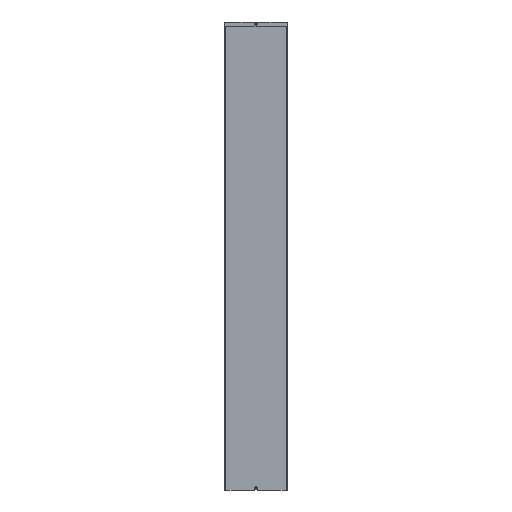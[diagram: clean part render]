
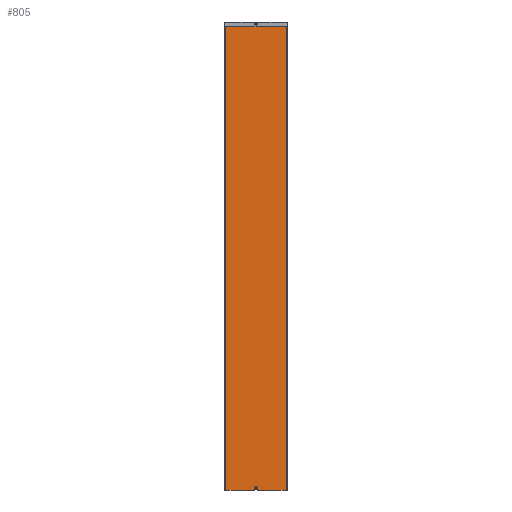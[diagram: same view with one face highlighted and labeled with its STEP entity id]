
A CAD part, front view. The second image highlights one B-rep face of the part: STEP entity #805.
In plain terms, the highlighted planar face has unit normal (0, -1, 0).
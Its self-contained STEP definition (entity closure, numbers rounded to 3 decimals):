
#37 = ORIENTED_EDGE ( 'NONE', *, *, #465, .T. ) ;
#136 = DIRECTION ( 'NONE',  ( 1., 0., 0. ) ) ;
#217 = CARTESIAN_POINT ( 'NONE',  ( 11.207, 0., -2968.793 ) ) ;
#224 = CARTESIAN_POINT ( 'NONE',  ( -200., 0., -2968.5 ) ) ;
#380 = CARTESIAN_POINT ( 'NONE',  ( 0., 0., -2962.3 ) ) ;
#465 = EDGE_CURVE ( 'NONE', #4172, #7745, #7751, .T. ) ;
#478 = AXIS2_PLACEMENT_3D ( 'NONE', #8154, #6722, #6028 ) ;
#504 = CARTESIAN_POINT ( 'NONE',  ( 0., 0., -2947.7 ) ) ;
#523 = DIRECTION ( 'NONE',  ( 0., 0., 1. ) ) ;
#629 = LINE ( 'NONE', #3432, #7300 ) ;
#647 = CIRCLE ( 'NONE', #478, 1. ) ;
#715 = CARTESIAN_POINT ( 'NONE',  ( 199., 0., -2969. ) ) ;
#805 = ADVANCED_FACE ( 'NONE', ( #2002, #2555 ), #8195, .T. ) ;
#854 = CARTESIAN_POINT ( 'NONE',  ( -199., 0., 0. ) ) ;
#855 = DIRECTION ( 'NONE',  ( 0., -1., 0. ) ) ;
#935 = ORIENTED_EDGE ( 'NONE', *, *, #2808, .T. ) ;
#969 = VERTEX_POINT ( 'NONE', #6308 ) ;
#1022 = VERTEX_POINT ( 'NONE', #715 ) ;
#1182 = EDGE_CURVE ( 'NONE', #7745, #1672, #7595, .T. ) ;
#1283 = ORIENTED_EDGE ( 'NONE', *, *, #4752, .T. ) ;
#1411 = CARTESIAN_POINT ( 'NONE',  ( 11.268, 0., -2968.854 ) ) ;
#1440 = DIRECTION ( 'NONE',  ( 1., 0., 0. ) ) ;
#1466 = EDGE_CURVE ( 'NONE', #1672, #1591, #4155, .T. ) ;
#1495 = LINE ( 'NONE', #2027, #3389 ) ;
#1518 = ORIENTED_EDGE ( 'NONE', *, *, #8591, .F. ) ;
#1558 = AXIS2_PLACEMENT_3D ( 'NONE', #3913, #3886, #3856 ) ;
#1591 = VERTEX_POINT ( 'NONE', #8168 ) ;
#1672 = VERTEX_POINT ( 'NONE', #6705 ) ;
#1754 = LINE ( 'NONE', #4438, #7273 ) ;
#1819 = EDGE_CURVE ( 'NONE', #3038, #4761, #5218, .T. ) ;
#1871 = DIRECTION ( 'NONE',  ( 0.707, 0., -0.707 ) ) ;
#1904 = CARTESIAN_POINT ( 'NONE',  ( 11.414, 0., -2969. ) ) ;
#1954 = DIRECTION ( 'NONE',  ( 0., 0., 1. ) ) ;
#1964 = DIRECTION ( 'NONE',  ( 0., 1., 0. ) ) ;
#1970 = CARTESIAN_POINT ( 'NONE',  ( 0., 0., -2955. ) ) ;
#2002 = FACE_BOUND ( 'NONE', #5319, .T. ) ;
#2027 = CARTESIAN_POINT ( 'NONE',  ( -200., 0., -2969. ) ) ;
#2080 = CARTESIAN_POINT ( 'NONE',  ( -200., 0., -2969. ) ) ;
#2109 = DIRECTION ( 'NONE',  ( 1., 0., 0. ) ) ;
#2261 = CARTESIAN_POINT ( 'NONE',  ( -199., 0., -2969. ) ) ;
#2308 = DIRECTION ( 'NONE',  ( 0., 0., 1. ) ) ;
#2386 = CARTESIAN_POINT ( 'NONE',  ( 11.621, 0., -2969. ) ) ;
#2421 = AXIS2_PLACEMENT_3D ( 'NONE', #1970, #1964, #1954 ) ;
#2555 = FACE_OUTER_BOUND ( 'NONE', #6509, .T. ) ;
#2611 = CIRCLE ( 'NONE', #2421, 7.3 ) ;
#2656 = CARTESIAN_POINT ( 'NONE',  ( -11.621, 0., -2968.5 ) ) ;
#2686 = DIRECTION ( 'NONE',  ( 0., -1., 0. ) ) ;
#2710 = ORIENTED_EDGE ( 'NONE', *, *, #6921, .T. ) ;
#2717 = DIRECTION ( 'NONE',  ( 1., 0., 0. ) ) ;
#2808 = EDGE_CURVE ( 'NONE', #4761, #1022, #1495, .T. ) ;
#2826 = VERTEX_POINT ( 'NONE', #6562 ) ;
#2835 = VERTEX_POINT ( 'NONE', #6079 ) ;
#2892 = CIRCLE ( 'NONE', #1558, 1. ) ;
#2909 = EDGE_CURVE ( 'NONE', #1591, #4639, #2892, .T. ) ;
#2918 = ORIENTED_EDGE ( 'NONE', *, *, #1819, .T. ) ;
#2985 = CARTESIAN_POINT ( 'NONE',  ( 199., 0., -2969. ) ) ;
#3038 = VERTEX_POINT ( 'NONE', #1411 ) ;
#3193 = CARTESIAN_POINT ( 'NONE',  ( -10.5, 0., -2968.5 ) ) ;
#3389 = VECTOR ( 'NONE', #1440, 1000. ) ;
#3432 = CARTESIAN_POINT ( 'NONE',  ( 200., 0., 0. ) ) ;
#3446 = VERTEX_POINT ( 'NONE', #504 ) ;
#3507 = LINE ( 'NONE', #2985, #7312 ) ;
#3558 = DIRECTION ( 'NONE',  ( 1., 0., 0. ) ) ;
#3724 = EDGE_CURVE ( 'NONE', #8448, #3446, #4827, .T. ) ;
#3856 = DIRECTION ( 'NONE',  ( 0., 0., 1. ) ) ;
#3886 = DIRECTION ( 'NONE',  ( 0., 1., 0. ) ) ;
#3913 = CARTESIAN_POINT ( 'NONE',  ( -10.5, 0., -2969.5 ) ) ;
#3970 = EDGE_CURVE ( 'NONE', #4639, #2826, #4140, .T. ) ;
#3996 = DIRECTION ( 'NONE',  ( 0.707, 0., 0.707 ) ) ;
#4140 = LINE ( 'NONE', #224, #6898 ) ;
#4155 = LINE ( 'NONE', #4220, #4248 ) ;
#4172 = VERTEX_POINT ( 'NONE', #2261 ) ;
#4220 = CARTESIAN_POINT ( 'NONE',  ( -11.414, 0., -2969. ) ) ;
#4245 = AXIS2_PLACEMENT_3D ( 'NONE', #2656, #2686, #2717 ) ;
#4248 = VECTOR ( 'NONE', #3996, 1000. ) ;
#4284 = VERTEX_POINT ( 'NONE', #854 ) ;
#4438 = CARTESIAN_POINT ( 'NONE',  ( -199., 0., -2969. ) ) ;
#4559 = ORIENTED_EDGE ( 'NONE', *, *, #2909, .T. ) ;
#4639 = VERTEX_POINT ( 'NONE', #3193 ) ;
#4752 = EDGE_CURVE ( 'NONE', #1022, #2835, #3507, .T. ) ;
#4761 = VERTEX_POINT ( 'NONE', #2386 ) ;
#4770 = ORIENTED_EDGE ( 'NONE', *, *, #6399, .F. ) ;
#4827 = CIRCLE ( 'NONE', #7003, 7.3 ) ;
#4851 = EDGE_CURVE ( 'NONE', #2826, #5729, #647, .T. ) ;
#4887 = VECTOR ( 'NONE', #1871, 1000. ) ;
#5038 = ORIENTED_EDGE ( 'NONE', *, *, #1182, .T. ) ;
#5218 = CIRCLE ( 'NONE', #8206, 0.5 ) ;
#5279 = DIRECTION ( 'NONE',  ( 0., 0., 1. ) ) ;
#5310 = DIRECTION ( 'NONE',  ( 0., 1., 0. ) ) ;
#5319 = EDGE_LOOP ( 'NONE', ( #7826, #8279 ) ) ;
#5340 = CARTESIAN_POINT ( 'NONE',  ( 0., 0., -2955. ) ) ;
#5457 = DIRECTION ( 'NONE',  ( 1., 0., 0. ) ) ;
#5510 = DIRECTION ( 'NONE',  ( 0., -1., 0. ) ) ;
#5534 = CARTESIAN_POINT ( 'NONE',  ( 11.621, 0., -2968.5 ) ) ;
#5612 = DIRECTION ( 'NONE',  ( 1., 0., 0. ) ) ;
#5729 = VERTEX_POINT ( 'NONE', #217 ) ;
#5804 = AXIS2_PLACEMENT_3D ( 'NONE', #7420, #855, #5612 ) ;
#6028 = DIRECTION ( 'NONE',  ( 0., 0., 1. ) ) ;
#6079 = CARTESIAN_POINT ( 'NONE',  ( 199., 0., 0. ) ) ;
#6128 = VECTOR ( 'NONE', #6987, 1000. ) ;
#6228 = EDGE_CURVE ( 'NONE', #969, #2835, #6450, .T. ) ;
#6244 = CARTESIAN_POINT ( 'NONE',  ( -11.621, 0., -2969. ) ) ;
#6266 = ORIENTED_EDGE ( 'NONE', *, *, #1466, .T. ) ;
#6308 = CARTESIAN_POINT ( 'NONE',  ( 0., 0., 0. ) ) ;
#6399 = EDGE_CURVE ( 'NONE', #4284, #969, #629, .T. ) ;
#6450 = LINE ( 'NONE', #7154, #6128 ) ;
#6509 = EDGE_LOOP ( 'NONE', ( #2710, #2918, #935, #1283, #7175, #4770, #1518, #37, #5038, #6266, #4559, #7152, #8065 ) ) ;
#6562 = CARTESIAN_POINT ( 'NONE',  ( 10.5, 0., -2968.5 ) ) ;
#6705 = CARTESIAN_POINT ( 'NONE',  ( -11.268, 0., -2968.854 ) ) ;
#6722 = DIRECTION ( 'NONE',  ( 0., 1., 0. ) ) ;
#6874 = LINE ( 'NONE', #1904, #4887 ) ;
#6884 = EDGE_CURVE ( 'NONE', #3446, #8448, #2611, .T. ) ;
#6898 = VECTOR ( 'NONE', #136, 1000. ) ;
#6921 = EDGE_CURVE ( 'NONE', #5729, #3038, #6874, .T. ) ;
#6987 = DIRECTION ( 'NONE',  ( 1., 0., 0. ) ) ;
#7003 = AXIS2_PLACEMENT_3D ( 'NONE', #5340, #5310, #5279 ) ;
#7152 = ORIENTED_EDGE ( 'NONE', *, *, #3970, .T. ) ;
#7154 = CARTESIAN_POINT ( 'NONE',  ( -199., 0., 0. ) ) ;
#7175 = ORIENTED_EDGE ( 'NONE', *, *, #6228, .F. ) ;
#7273 = VECTOR ( 'NONE', #523, 1000. ) ;
#7300 = VECTOR ( 'NONE', #3558, 1000. ) ;
#7312 = VECTOR ( 'NONE', #2308, 1000. ) ;
#7420 = CARTESIAN_POINT ( 'NONE',  ( 200., 0., -2969. ) ) ;
#7595 = CIRCLE ( 'NONE', #4245, 0.5 ) ;
#7745 = VERTEX_POINT ( 'NONE', #6244 ) ;
#7751 = LINE ( 'NONE', #2080, #8169 ) ;
#7826 = ORIENTED_EDGE ( 'NONE', *, *, #6884, .T. ) ;
#8065 = ORIENTED_EDGE ( 'NONE', *, *, #4851, .T. ) ;
#8154 = CARTESIAN_POINT ( 'NONE',  ( 10.5, 0., -2969.5 ) ) ;
#8168 = CARTESIAN_POINT ( 'NONE',  ( -11.207, 0., -2968.793 ) ) ;
#8169 = VECTOR ( 'NONE', #2109, 1000. ) ;
#8195 = PLANE ( 'NONE',  #5804 ) ;
#8206 = AXIS2_PLACEMENT_3D ( 'NONE', #5534, #5510, #5457 ) ;
#8279 = ORIENTED_EDGE ( 'NONE', *, *, #3724, .T. ) ;
#8448 = VERTEX_POINT ( 'NONE', #380 ) ;
#8591 = EDGE_CURVE ( 'NONE', #4172, #4284, #1754, .T. ) ;
